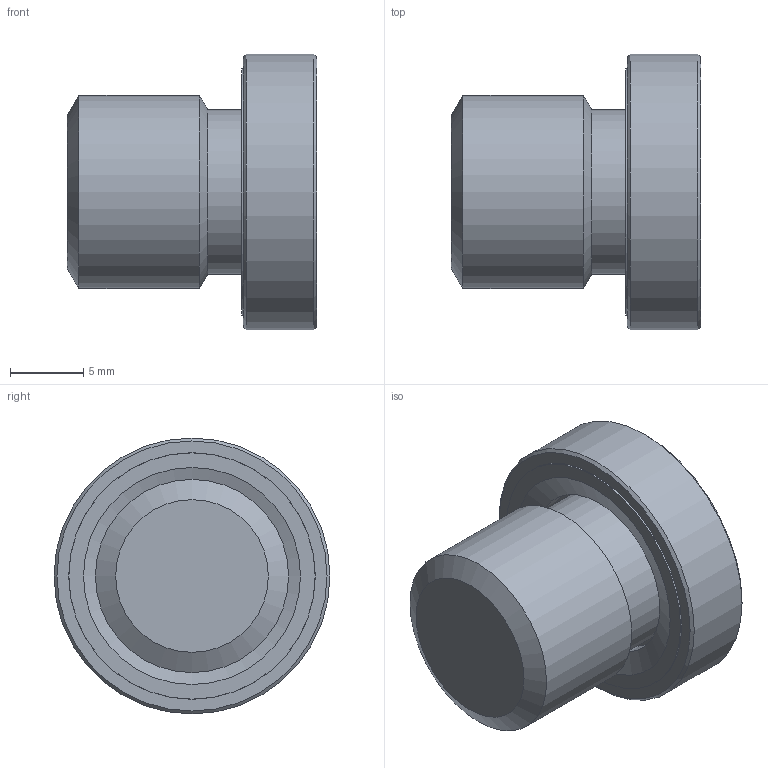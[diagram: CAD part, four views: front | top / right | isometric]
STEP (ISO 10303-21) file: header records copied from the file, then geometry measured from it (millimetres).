
FILE_DESCRIPTION(/* description */ (''),/* implementation_level */ '2;1');
FILE_NAME(/* name */ 'vsti_1-4-la.stp',/* time_stamp */ '2019-09-19T12:52:08+02:00',/* author */ ('leitheußer'),/* organization */ (''),/* preprocessor_version */ 'ST-DEVELOPER v15.6',/* originating_system */ 'Autodesk Inventor LT ',/* authorisation */ '');
FILE_SCHEMA (('AUTOMOTIVE_DESIGN { 1 0 10303 214 3 1 1 }'));
Length unit declared in the file: millimetre
Products named in the file (1): VSTI 1-4
Bounding box: 17 x 18.8 x 18.8 mm (x, y, z)
Volume: 2620.4 mm3; surface area: 1964.1 mm2
Topology: 2 solids, 2 shells, 32 faces, 67 edges, 42 vertices
Faces by surface type: plane 19, cone 7, cylinder 6
Full cylindrical faces by diameter (mm): 11.2 x1, 11.78 x1, 13.157 x1, 16.78 x1, 16.8 x1, 18.8 x1
Entity records: 813 total; most frequent: CARTESIAN_POINT 153, DIRECTION 132, ORIENTED_EDGE 108, AXIS2_PLACEMENT_3D 57, EDGE_CURVE 54, EDGE_LOOP 50, VERTEX_POINT 42, FACE_OUTER_BOUND 32
